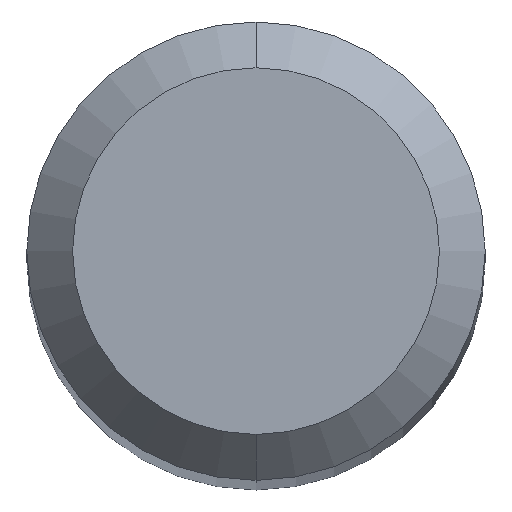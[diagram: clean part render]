
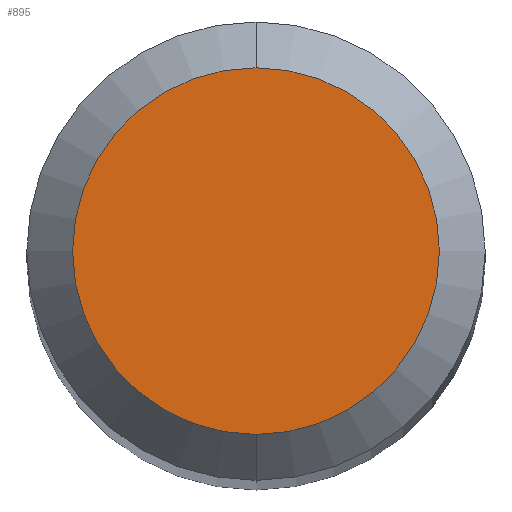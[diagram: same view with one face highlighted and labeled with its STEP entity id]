
A CAD part, top view. The second image highlights one B-rep face of the part: STEP entity #895.
In plain terms, the highlighted planar face has unit normal (0, 0, 1).
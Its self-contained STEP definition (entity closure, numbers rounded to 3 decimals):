
#401=VERTEX_POINT('',#1040);
#433=VERTEX_POINT('',#1074);
#507=EDGE_CURVE('',#401,#433,#1151,.T.);
#621=EDGE_CURVE('',#433,#401,#1274,.T.);
#895=ADVANCED_FACE('',(#1579),#1580,.T.);
#1040=CARTESIAN_POINT('',(0.,-1.2,0.0));
#1074=CARTESIAN_POINT('',(0.0,1.2,0.0));
#1151=CIRCLE('',#2277,1.2);
#1274=CIRCLE('',#3657,1.2);
#1579=FACE_OUTER_BOUND('',#5599,.T.);
#1580=PLANE('',#5600);
#2277=AXIS2_PLACEMENT_3D('',#5934,#5935,#5936);
#3657=AXIS2_PLACEMENT_3D('',#6059,#6060,#6061);
#5599=EDGE_LOOP('',(#6408,#6409));
#5600=AXIS2_PLACEMENT_3D('',#6410,#6411,#6412);
#5934=CARTESIAN_POINT('',(0.0,0.0,0.0));
#5935=DIRECTION('',(0.0,0.0,-1.0));
#5936=DIRECTION('',(0.0,1.0,0.0));
#6059=CARTESIAN_POINT('',(0.0,0.0,0.0));
#6060=DIRECTION('',(0.0,0.0,-1.0));
#6061=DIRECTION('',(0.0,1.0,0.0));
#6408=ORIENTED_EDGE('',*,*,#621,.F.);
#6409=ORIENTED_EDGE('',*,*,#507,.F.);
#6410=CARTESIAN_POINT('',(0.0,0.6,0.0));
#6411=DIRECTION('',(-0.0,0.0,1.0));
#6412=DIRECTION('',(0.0,-1.0,0.0));
